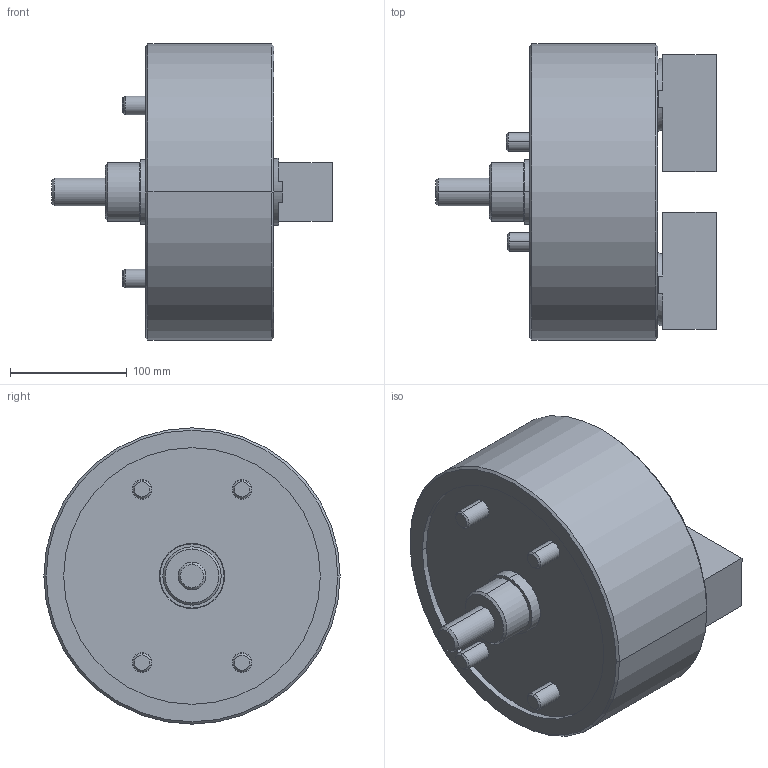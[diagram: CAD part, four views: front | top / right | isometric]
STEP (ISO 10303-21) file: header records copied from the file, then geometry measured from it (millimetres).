
FILE_DESCRIPTION (( 'STEP AP203' ), '1' );
FILE_NAME ('CF-2D-10.STEP', '2018-11-02T06:42:50', ( '' ), ( '' ), 'SwSTEP 2.0', 'SolidWorks 2016', '' );
FILE_SCHEMA (( 'CONFIG_CONTROL_DESIGN' ));
Length unit declared in the file: millimetre
Products named in the file (12): CF-2D-10; CF-2D-10-0100G; CF-2D-10-02000; CF-2D-10-03000; CF-2D-10-07000; CF-3D-10-04000; 圓頭內六角螺栓_M14x30; CF-3M-12-06000; 圓頭內六角螺栓_M16x110; 圓頭內六角螺栓_M24x110(全牙); CF-2D-10-04000; 圓頭內六角螺栓_M6x16
Assembly tree (21 placements, depth 2):
  CF-2D-10
    CF-2D-10-0100G
    CF-2D-10-02000
    CF-2D-10-03000  x2
    CF-3D-10-04000
    CF-3M-12-06000
    圓頭內六角螺栓_M24x110(全牙)
    CF-2D-10-07000  x2
    圓頭內六角螺栓_M14x30  x4
    圓頭內六角螺栓_M16x110  x4
    CF-2D-10-04000
    圓頭內六角螺栓_M6x16  x3
Bounding box: 240.5 x 254 x 254 mm (x, y, z)
Volume: 5908522.8 mm3; surface area: 532218.7 mm2
Topology: 21 solids, 21 shells, 573 faces, 1296 edges, 792 vertices
Faces by surface type: plane 285, cylinder 168, cone 118, torus 2
Entity records: 10152 total; most frequent: DIRECTION 1632, CARTESIAN_POINT 1489, ORIENTED_EDGE 1352, EDGE_CURVE 676, AXIS2_PLACEMENT_3D 642, VERTEX_POINT 427, EDGE_LOOP 377, LINE 348
